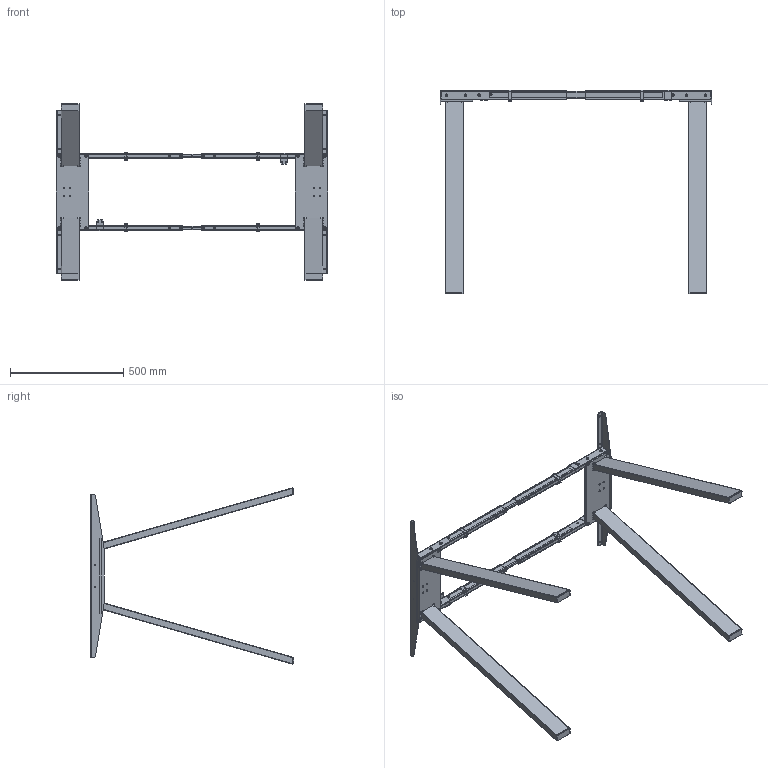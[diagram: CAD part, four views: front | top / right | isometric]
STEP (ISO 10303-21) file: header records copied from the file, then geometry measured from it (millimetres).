
FILE_DESCRIPTION (( 'STEP AP203' ), '1' );
FILE_NAME ('V-2 Aero Flex_höjd 900_50550x+50555x.STEP', '2019-03-29T10:28:56', ( '' ), ( '' ), 'SwSTEP 2.0', 'SolidWorks 2017', '' );
FILE_SCHEMA (( 'CONFIG_CONTROL_DESIGN' ));
Length unit declared in the file: millimetre
Products named in the file (1): V-2 Aero Flex_h鐱d 900_50550x+50555x
Bounding box: 1200 x 899.48 x 778.79 mm (x, y, z)
Surface area: 1861985.7 mm2 (no closed solid volume)
Topology: 0 solids, 120 shells, 732 faces, 2632 edges, 1978 vertices
Faces by surface type: plane 308, cylinder 292, cone 72, torus 36, bspline 24
Entity records: 29114 total; most frequent: CARTESIAN_POINT 6495, DIRECTION 4958, ORIENTED_EDGE 3770, EDGE_CURVE 2632, VERTEX_POINT 1978, AXIS2_PLACEMENT_3D 1793, VECTOR 1372, LINE 1372
